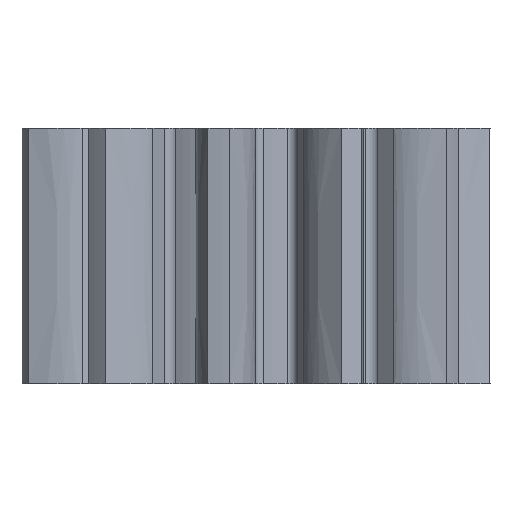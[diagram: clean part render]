
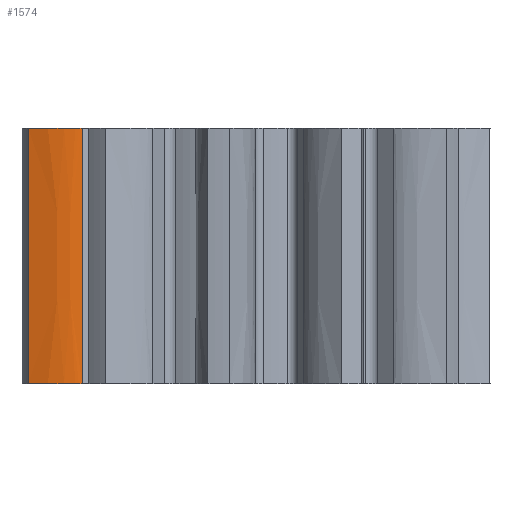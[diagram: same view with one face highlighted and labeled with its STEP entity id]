
A CAD part, left-side view. The second image highlights one B-rep face of the part: STEP entity #1574.
In plain terms, the highlighted free-form (B-spline) face has degree [3, 3] with [8, 4] control points.
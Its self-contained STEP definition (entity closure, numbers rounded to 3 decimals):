
#150=CARTESIAN_POINT('POINT16',(-22.168,
   46.687,-35.));
#151=VERTEX_POINT('VERTEX16',#150);
#158=CARTESIAN_POINT('POINT17',(-21.197,
   61.447,-35.));
#159=VERTEX_POINT('VERTEX17',#158);
#160=(BOUNDED_CURVE() B_SPLINE_CURVE(3,(#161,#162,#163,#164,#165,#166,
   #167,#168,#169,#170,#171,#172,#173,#174,#175),.UNSPECIFIED.,.F.,.F.) 
   B_SPLINE_CURVE_WITH_KNOTS((4,1,1,1,1,1,1,1,1,1,1,1,4),(0.,
   0.084,0.169,0.252,
   0.336,0.42,0.503,
   0.586,0.669,0.752,
   0.835,0.918,1.),.UNSPECIFIED.) 
   CURVE() GEOMETRIC_REPRESENTATION_ITEM() RATIONAL_B_SPLINE_CURVE((
   1.,1.,1.,1.,1.,1.,1.,
   1.,1.,1.,1.,1.,1.,1.,
   1.)) REPRESENTATION_ITEM('SPLINE_CRV3'));
#161=CARTESIAN_POINT('',(-21.197,61.447,
   -35.));
#162=CARTESIAN_POINT('',(-21.352,60.976,
   -35.));
#163=CARTESIAN_POINT('',(-21.641,60.046,
   -35.));
#164=CARTESIAN_POINT('',(-22.007,58.681,
   -35.));
#165=CARTESIAN_POINT('',(-22.309,57.346,
   -35.));
#166=CARTESIAN_POINT('',(-22.55,56.04,
   -35.));
#167=CARTESIAN_POINT('',(-22.73,54.762,
   -35.));
#168=CARTESIAN_POINT('',(-22.851,53.513,
   -35.));
#169=CARTESIAN_POINT('',(-22.914,52.292,
   -35.));
#170=CARTESIAN_POINT('',(-22.914,51.1,
   -35.));
#171=CARTESIAN_POINT('',(-22.852,49.938,
   -35.));
#172=CARTESIAN_POINT('',(-22.723,48.808,
   -35.));
#173=CARTESIAN_POINT('',(-22.515,47.715,
   -35.));
#174=CARTESIAN_POINT('',(-22.296,47.024,
   -35.));
#175=CARTESIAN_POINT('',(-22.168,46.687,
   -35.));
#176=EDGE_CURVE('EDGE16',#159,#151,#160,.T.);
#1487=CARTESIAN_POINT('POINT105',(-22.168,
   46.687,35.));
#1488=VERTEX_POINT('VERTEX105',#1487);
#1489=CARTESIAN_POINT('POS104',(-22.168,
   46.687,35.));
#1490=DIRECTION('DIR168',(0.,0.,-1.));
#1491=VECTOR('VEC40',#1490,10.);
#1492=LINE('STRAIGHT40',#1489,#1491);
#1493=EDGE_CURVE('EDGE118',#1488,#151,#1492,.T.);
#1511=CARTESIAN_POINT('POINT106',(-21.197,
   61.447,35.));
#1512=VERTEX_POINT('VERTEX106',#1511);
#1513=CARTESIAN_POINT('POS107',(-21.197,
   61.447,-35.));
#1514=DIRECTION('DIR172',(0.,0.,1.));
#1515=VECTOR('VEC42',#1514,10.);
#1516=LINE('STRAIGHT42',#1513,#1515);
#1517=EDGE_CURVE('EDGE120',#159,#1512,#1516,.T.);
#1518=ORIENTED_EDGE('COEDGE147',*,*,#1517,.F.);
#1519=ORIENTED_EDGE('COEDGE148',*,*,#176,.T.);
#1520=ORIENTED_EDGE('COEDGE149',*,*,#1493,.F.);
#1521=(BOUNDED_CURVE() B_SPLINE_CURVE(3,(#1522,#1523,#1524,#1525,#1526,
   #1527,#1528,#1529,#1530,#1531,#1532,#1533,#1534,#1535,#1536),
   .UNSPECIFIED.,.F.,.F.) B_SPLINE_CURVE_WITH_KNOTS((4,1,1,1,1,1,1,1,1,1
   ,1,1,4),(0.,0.084,0.169,
   0.252,0.336,0.42,
   0.503,0.586,0.669,
   0.752,0.835,0.918,
   1.),.UNSPECIFIED.) CURVE() GEOMETRIC_REPRESENTATION_ITEM() 
   RATIONAL_B_SPLINE_CURVE((1.,1.,1.,1.,1.
   ,1.,1.,1.,1.,1.,1.,1.,
   1.,1.,1.)) REPRESENTATION_ITEM('SPLINE_CRV26'));
#1522=CARTESIAN_POINT('',(-21.197,61.447,
   35.));
#1523=CARTESIAN_POINT('',(-21.352,60.976,
   35.));
#1524=CARTESIAN_POINT('',(-21.641,60.046,
   35.));
#1525=CARTESIAN_POINT('',(-22.007,58.681,
   35.));
#1526=CARTESIAN_POINT('',(-22.309,57.346,
   35.));
#1527=CARTESIAN_POINT('',(-22.55,56.04,
   35.));
#1528=CARTESIAN_POINT('',(-22.73,54.762,
   35.));
#1529=CARTESIAN_POINT('',(-22.851,53.513,
   35.));
#1530=CARTESIAN_POINT('',(-22.914,52.292,
   35.));
#1531=CARTESIAN_POINT('',(-22.914,51.1,
   35.));
#1532=CARTESIAN_POINT('',(-22.852,49.938,
   35.));
#1533=CARTESIAN_POINT('',(-22.723,48.808,
   35.));
#1534=CARTESIAN_POINT('',(-22.515,47.715,
   35.));
#1535=CARTESIAN_POINT('',(-22.296,47.024,
   35.));
#1536=CARTESIAN_POINT('',(-22.168,46.687,
   35.));
#1537=EDGE_CURVE('EDGE121',#1512,#1488,#1521,.T.);
#1538=ORIENTED_EDGE('COEDGE150',*,*,#1537,.F.);
#1539=EDGE_LOOP('NONE',(#1518,#1519,#1520,#1538));
#1540=FACE_BOUND('LOOP1',#1539,.T.);
#1541=B_SPLINE_SURFACE_WITH_KNOTS('SPLINE_SURF4',3,3,((#1542,#1543,#1544
   ,#1545),(#1546,#1547,#1548,#1549),(#1550,#1551,#1552,#1553),(#1554,
   #1555,#1556,#1557),(#1558,#1559,#1560,#1561),(#1562,#1563,#1564,#1565
   ),(#1566,#1567,#1568,#1569),(#1570,#1571,#1572,#1573)),.UNSPECIFIED.,
   .F.,.F.,.U.,(4,1,1,1,1,4),(4,4),(-0.005,
   0.501,0.754,0.88,
   0.944,1.007),(-7.961,
   -0.943),.UNSPECIFIED.);
#1542=CARTESIAN_POINT('',(-21.169,61.532,
   -35.09));
#1543=CARTESIAN_POINT('',(-21.169,61.532,
   -11.697));
#1544=CARTESIAN_POINT('',(-21.169,61.532,
   11.697));
#1545=CARTESIAN_POINT('',(-21.169,61.532,
   35.09));
#1546=CARTESIAN_POINT('',(-22.115,58.671,
   -35.09));
#1547=CARTESIAN_POINT('',(-22.115,58.671,
   -11.697));
#1548=CARTESIAN_POINT('',(-22.115,58.671,
   11.697));
#1549=CARTESIAN_POINT('',(-22.115,58.671,
   35.09));
#1550=CARTESIAN_POINT('',(-22.932,54.666,
   -35.09));
#1551=CARTESIAN_POINT('',(-22.932,54.666,
   -11.697));
#1552=CARTESIAN_POINT('',(-22.932,54.666,
   11.697));
#1553=CARTESIAN_POINT('',(-22.932,54.666,
   35.09));
#1554=CARTESIAN_POINT('',(-22.936,50.444,
   -35.09));
#1555=CARTESIAN_POINT('',(-22.936,50.444,
   -11.697));
#1556=CARTESIAN_POINT('',(-22.936,50.444,
   11.697));
#1557=CARTESIAN_POINT('',(-22.936,50.444,
   35.09));
#1558=CARTESIAN_POINT('',(-22.674,48.458,
   -35.09));
#1559=CARTESIAN_POINT('',(-22.674,48.458,
   -11.697));
#1560=CARTESIAN_POINT('',(-22.674,48.458,
   11.697));
#1561=CARTESIAN_POINT('',(-22.674,48.458,
   35.09));
#1562=CARTESIAN_POINT('',(-22.417,47.374,
   -35.09));
#1563=CARTESIAN_POINT('',(-22.417,47.374,
   -11.697));
#1564=CARTESIAN_POINT('',(-22.417,47.374,
   11.697));
#1565=CARTESIAN_POINT('',(-22.417,47.374,
   35.09));
#1566=CARTESIAN_POINT('',(-22.246,46.852,
   -35.09));
#1567=CARTESIAN_POINT('',(-22.246,46.852,
   -11.697));
#1568=CARTESIAN_POINT('',(-22.246,46.852,
   11.697));
#1569=CARTESIAN_POINT('',(-22.246,46.852,
   35.09));
#1570=CARTESIAN_POINT('',(-22.13,46.606,
   -35.09));
#1571=CARTESIAN_POINT('',(-22.13,46.606,
   -11.697));
#1572=CARTESIAN_POINT('',(-22.13,46.606,
   11.697));
#1573=CARTESIAN_POINT('',(-22.13,46.606,
   35.09));
#1574=ADVANCED_FACE('FACE16',(#1540),#1541,.T.);
